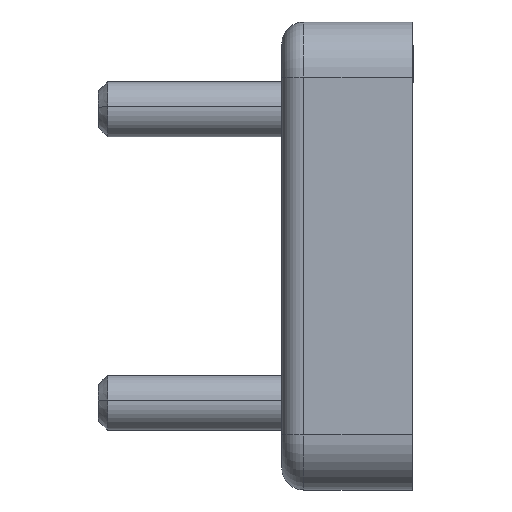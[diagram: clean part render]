
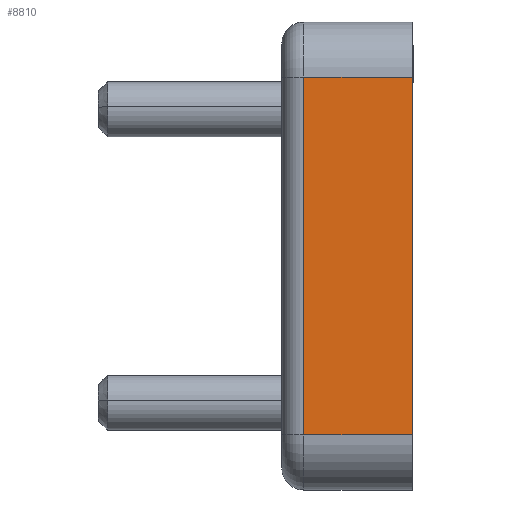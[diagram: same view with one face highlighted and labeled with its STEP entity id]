
A CAD part, left-side view. The second image highlights one B-rep face of the part: STEP entity #8810.
In plain terms, the highlighted face is planar.
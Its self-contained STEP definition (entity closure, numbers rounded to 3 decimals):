
#460=CARTESIAN_POINT('',(-6.72,-1.59,-97.45));
#470=DIRECTION('',(1.,0.,0.));
#480=VECTOR('',#470,1.);
#490=LINE('',#460,#480);
#500=CARTESIAN_POINT('',(-5.02,-1.59,-97.45));
#510=VERTEX_POINT('',#500);
#520=CARTESIAN_POINT('',(0.88,-1.59,-97.45));
#530=VERTEX_POINT('',#520);
#540=EDGE_CURVE('',#510,#530,#490,.T.);
#7670=CARTESIAN_POINT('',(0.88,17.91,-97.45));
#7680=VERTEX_POINT('',#7670);
#7710=CARTESIAN_POINT('',(0.88,0.,-97.45));
#7720=DIRECTION('',(0.,-1.,0.));
#7730=VECTOR('',#7720,1.);
#7740=LINE('',#7710,#7730);
#7750=EDGE_CURVE('',#7680,#530,#7740,.T.);
#8580=CARTESIAN_POINT('',(2.08,0.66,-97.45));
#8590=DIRECTION('',(-0.,-0.,-1.));
#8600=DIRECTION('',(0.,-1.,0.));
#8610=AXIS2_PLACEMENT_3D('',#8580,#8590,#8600);
#8620=PLANE('',#8610);
#8630=CARTESIAN_POINT('',(-6.72,17.91,-97.45));
#8640=DIRECTION('',(1.,0.,0.));
#8650=VECTOR('',#8640,1.);
#8660=LINE('',#8630,#8650);
#8670=CARTESIAN_POINT('',(-5.02,17.91,-97.45));
#8680=VERTEX_POINT('',#8670);
#8690=EDGE_CURVE('',#8680,#7680,#8660,.T.);
#8700=ORIENTED_EDGE('',*,*,#8690,.T.);
#8710=CARTESIAN_POINT('',(-5.02,0.,-97.45));
#8720=DIRECTION('',(0.,1.,0.));
#8730=VECTOR('',#8720,1.);
#8740=LINE('',#8710,#8730);
#8750=EDGE_CURVE('',#510,#8680,#8740,.T.);
#8760=ORIENTED_EDGE('',*,*,#8750,.T.);
#8770=ORIENTED_EDGE('',*,*,#540,.F.);
#8780=ORIENTED_EDGE('',*,*,#7750,.T.);
#8790=EDGE_LOOP('',(#8780,#8770,#8760,#8700));
#8800=FACE_OUTER_BOUND('',#8790,.T.);
#8810=ADVANCED_FACE('',(#8800),#8620,.T.);
